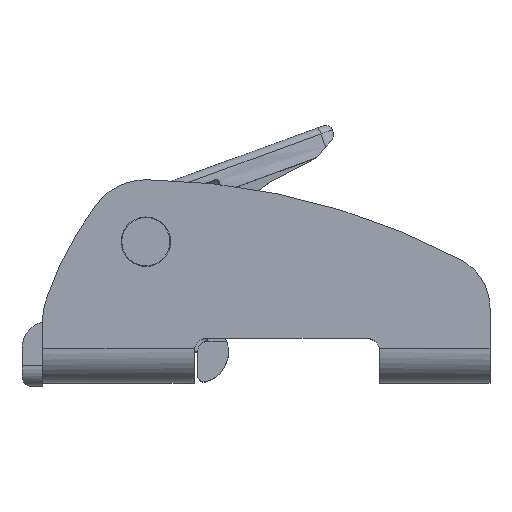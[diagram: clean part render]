
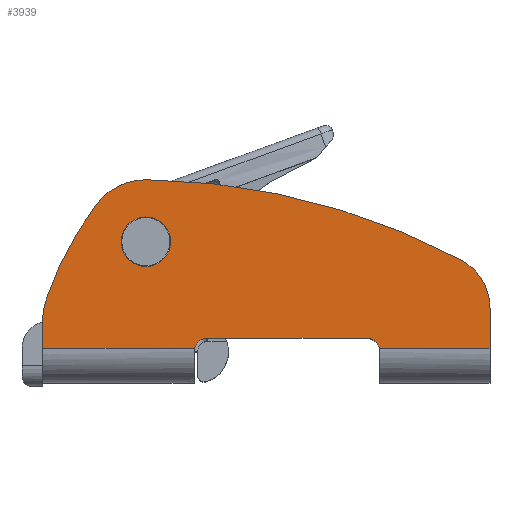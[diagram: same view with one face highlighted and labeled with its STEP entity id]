
A CAD part, top view. The second image highlights one B-rep face of the part: STEP entity #3939.
In plain terms, the highlighted planar face has unit normal (0, 0, 1).
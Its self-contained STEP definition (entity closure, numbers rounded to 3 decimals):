
#8 = EDGE_CURVE ( 'NONE', #865, #2896, #3584, .T. ) ;
#142 = CIRCLE ( 'NONE', #5034, 2. ) ;
#219 = VERTEX_POINT ( 'NONE', #1508 ) ;
#244 = EDGE_CURVE ( 'NONE', #719, #5667, #818, .T. ) ;
#294 = ORIENTED_EDGE ( 'NONE', *, *, #2530, .T. ) ;
#303 = ORIENTED_EDGE ( 'NONE', *, *, #5783, .T. ) ;
#352 = EDGE_CURVE ( 'NONE', #2419, #2407, #2979, .T. ) ;
#418 = CARTESIAN_POINT ( 'NONE',  ( 9., -14., 16.5 ) ) ;
#540 = AXIS2_PLACEMENT_3D ( 'NONE', #5377, #2330, #1703 ) ;
#545 = DIRECTION ( 'NONE',  ( 0., 0., -1. ) ) ;
#565 = CIRCLE ( 'NONE', #3553, 10. ) ;
#637 = DIRECTION ( 'NONE',  ( 1., 0., 0. ) ) ;
#640 = EDGE_CURVE ( 'NONE', #2702, #4607, #4986, .T. ) ;
#653 = VERTEX_POINT ( 'NONE', #5823 ) ;
#675 = DIRECTION ( 'NONE',  ( 1., 0., 0. ) ) ;
#719 = VERTEX_POINT ( 'NONE', #2364 ) ;
#796 = ORIENTED_EDGE ( 'NONE', *, *, #4164, .T. ) ;
#818 = CIRCLE ( 'NONE', #540, 3.6 ) ;
#865 = VERTEX_POINT ( 'NONE', #2989 ) ;
#887 = EDGE_CURVE ( 'NONE', #219, #2407, #3297, .T. ) ;
#942 = VERTEX_POINT ( 'NONE', #1638 ) ;
#1048 = EDGE_LOOP ( 'NONE', ( #5379, #4766 ) ) ;
#1065 = DIRECTION ( 'NONE',  ( 1., 0., 0. ) ) ;
#1070 = ORIENTED_EDGE ( 'NONE', *, *, #4555, .F. ) ;
#1117 = VECTOR ( 'NONE', #4350, 1000. ) ;
#1176 = EDGE_CURVE ( 'NONE', #2594, #1870, #1788, .T. ) ;
#1247 = DIRECTION ( 'NONE',  ( 0., 0., 1. ) ) ;
#1280 = DIRECTION ( 'NONE',  ( 0., 0., 1. ) ) ;
#1402 = CIRCLE ( 'NONE', #2353, 9. ) ;
#1449 = DIRECTION ( 'NONE',  ( 1., 0., 0. ) ) ;
#1508 = CARTESIAN_POINT ( 'NONE',  ( 33.936, -15.5, 16.5 ) ) ;
#1525 = ORIENTED_EDGE ( 'NONE', *, *, #640, .F. ) ;
#1536 = FACE_OUTER_BOUND ( 'NONE', #2155, .T. ) ;
#1638 = CARTESIAN_POINT ( 'NONE',  ( 32., -14., 16.5 ) ) ;
#1699 = DIRECTION ( 'NONE',  ( 0., 0., -1. ) ) ;
#1703 = DIRECTION ( 'NONE',  ( 1., 0., 0. ) ) ;
#1736 = DIRECTION ( 'NONE',  ( 0., -1., 0. ) ) ;
#1787 = CARTESIAN_POINT ( 'NONE',  ( 0., 0., 16.5 ) ) ;
#1788 = CIRCLE ( 'NONE', #5085, 2. ) ;
#1870 = VERTEX_POINT ( 'NONE', #4334 ) ;
#1879 = EDGE_CURVE ( 'NONE', #219, #942, #142, .T. ) ;
#1885 = CARTESIAN_POINT ( 'NONE',  ( 32., -16., 16.5 ) ) ;
#1917 = CARTESIAN_POINT ( 'NONE',  ( -5., -11.572, 16.5 ) ) ;
#2024 = CIRCLE ( 'NONE', #3665, 3.6 ) ;
#2055 = AXIS2_PLACEMENT_3D ( 'NONE', #3529, #2923, #2309 ) ;
#2077 = DIRECTION ( 'NONE',  ( 1., 0., 0. ) ) ;
#2084 = DIRECTION ( 'NONE',  ( 0., 0., 1. ) ) ;
#2155 = EDGE_LOOP ( 'NONE', ( #2355, #796, #3619, #2788, #1525, #303, #2736, #294, #2505, #1070, #3128, #3565 ) ) ;
#2260 = DIRECTION ( 'NONE',  ( 1., 0., 0. ) ) ;
#2309 = DIRECTION ( 'NONE',  ( 1., 0., 0. ) ) ;
#2325 = CARTESIAN_POINT ( 'NONE',  ( 32.835, -24.553, 16.5 ) ) ;
#2330 = DIRECTION ( 'NONE',  ( 0., 0., 1. ) ) ;
#2353 = AXIS2_PLACEMENT_3D ( 'NONE', #1787, #545, #5905 ) ;
#2355 = ORIENTED_EDGE ( 'NONE', *, *, #352, .F. ) ;
#2364 = CARTESIAN_POINT ( 'NONE',  ( -3.6, 0., 16.5 ) ) ;
#2368 = CARTESIAN_POINT ( 'NONE',  ( 50., -15.5, 16.5 ) ) ;
#2407 = VERTEX_POINT ( 'NONE', #3893 ) ;
#2419 = VERTEX_POINT ( 'NONE', #4970 ) ;
#2505 = ORIENTED_EDGE ( 'NONE', *, *, #1176, .F. ) ;
#2526 = FACE_BOUND ( 'NONE', #1048, .T. ) ;
#2530 = EDGE_CURVE ( 'NONE', #4423, #1870, #5744, .T. ) ;
#2593 = AXIS2_PLACEMENT_3D ( 'NONE', #2325, #1699, #1065 ) ;
#2594 = VERTEX_POINT ( 'NONE', #418 ) ;
#2615 = DIRECTION ( 'NONE',  ( 0., -1., 0. ) ) ;
#2630 = CARTESIAN_POINT ( 'NONE',  ( -15., -15.5, 16.5 ) ) ;
#2648 = CARTESIAN_POINT ( 'NONE',  ( 3.6, 0., 16.5 ) ) ;
#2668 = DIRECTION ( 'NONE',  ( 1., 0., 0. ) ) ;
#2693 = CARTESIAN_POINT ( 'NONE',  ( -15., -15.5, 16.5 ) ) ;
#2702 = VERTEX_POINT ( 'NONE', #3073 ) ;
#2736 = ORIENTED_EDGE ( 'NONE', *, *, #5525, .T. ) ;
#2761 = AXIS2_PLACEMENT_3D ( 'NONE', #4526, #2084, #1449 ) ;
#2788 = ORIENTED_EDGE ( 'NONE', *, *, #3436, .F. ) ;
#2811 = EDGE_CURVE ( 'NONE', #5667, #719, #2024, .T. ) ;
#2875 = DIRECTION ( 'NONE',  ( 0., 0., -1. ) ) ;
#2887 = VECTOR ( 'NONE', #1736, 1000. ) ;
#2896 = VERTEX_POINT ( 'NONE', #4829 ) ;
#2923 = DIRECTION ( 'NONE',  ( 0., 0., 1. ) ) ;
#2979 = LINE ( 'NONE', #2368, #2887 ) ;
#2989 = CARTESIAN_POINT ( 'NONE',  ( 0.103, 8.999, 16.5 ) ) ;
#3073 = CARTESIAN_POINT ( 'NONE',  ( -14.459, -8.327, 16.5 ) ) ;
#3128 = ORIENTED_EDGE ( 'NONE', *, *, #1879, .F. ) ;
#3214 = CARTESIAN_POINT ( 'NONE',  ( -15., -15.5, 16.5 ) ) ;
#3275 = DIRECTION ( 'NONE',  ( 0., 0., 1. ) ) ;
#3289 = CIRCLE ( 'NONE', #2761, 8. ) ;
#3296 = CARTESIAN_POINT ( 'NONE',  ( -7.208, 5.39, 16.5 ) ) ;
#3297 = LINE ( 'NONE', #2693, #4074 ) ;
#3436 = EDGE_CURVE ( 'NONE', #4607, #865, #1402, .T. ) ;
#3479 = CARTESIAN_POINT ( 'NONE',  ( -1.039, -90.994, 16.5 ) ) ;
#3529 = CARTESIAN_POINT ( 'NONE',  ( -15., -15.5, 16.5 ) ) ;
#3553 = AXIS2_PLACEMENT_3D ( 'NONE', #1917, #1280, #675 ) ;
#3565 = ORIENTED_EDGE ( 'NONE', *, *, #887, .T. ) ;
#3584 = CIRCLE ( 'NONE', #4117, 100. ) ;
#3619 = ORIENTED_EDGE ( 'NONE', *, *, #8, .F. ) ;
#3665 = AXIS2_PLACEMENT_3D ( 'NONE', #3887, #3275, #2668 ) ;
#3697 = DIRECTION ( 'NONE',  ( 1., 0., 0. ) ) ;
#3828 = LINE ( 'NONE', #3214, #5055 ) ;
#3887 = CARTESIAN_POINT ( 'NONE',  ( 0., 0., 16.5 ) ) ;
#3893 = CARTESIAN_POINT ( 'NONE',  ( 50., -15.5, 16.5 ) ) ;
#3939 = ADVANCED_FACE ( 'NONE', ( #2526, #1536 ), #4143, .T. ) ;
#4074 = VECTOR ( 'NONE', #2077, 1000. ) ;
#4117 = AXIS2_PLACEMENT_3D ( 'NONE', #3479, #2875, #2260 ) ;
#4143 = PLANE ( 'NONE',  #2055 ) ;
#4164 = EDGE_CURVE ( 'NONE', #2419, #2896, #3289, .T. ) ;
#4308 = DIRECTION ( 'NONE',  ( 0., 0., 1. ) ) ;
#4334 = CARTESIAN_POINT ( 'NONE',  ( 7.064, -15.5, 16.5 ) ) ;
#4350 = DIRECTION ( 'NONE',  ( -1., 0., 0. ) ) ;
#4423 = VERTEX_POINT ( 'NONE', #2630 ) ;
#4526 = CARTESIAN_POINT ( 'NONE',  ( 42., -9.682, 16.5 ) ) ;
#4538 = DIRECTION ( 'NONE',  ( 1., 0., 0. ) ) ;
#4555 = EDGE_CURVE ( 'NONE', #942, #2594, #5561, .T. ) ;
#4607 = VERTEX_POINT ( 'NONE', #3296 ) ;
#4766 = ORIENTED_EDGE ( 'NONE', *, *, #244, .F. ) ;
#4829 = CARTESIAN_POINT ( 'NONE',  ( 45.743, -2.612, 16.5 ) ) ;
#4927 = CARTESIAN_POINT ( 'NONE',  ( 9., -16., 16.5 ) ) ;
#4956 = CARTESIAN_POINT ( 'NONE',  ( -15., -14., 16.5 ) ) ;
#4970 = CARTESIAN_POINT ( 'NONE',  ( 50., -9.682, 16.5 ) ) ;
#4986 = CIRCLE ( 'NONE', #2593, 50. ) ;
#5034 = AXIS2_PLACEMENT_3D ( 'NONE', #1885, #1247, #637 ) ;
#5055 = VECTOR ( 'NONE', #2615, 1000. ) ;
#5085 = AXIS2_PLACEMENT_3D ( 'NONE', #4927, #4308, #3697 ) ;
#5148 = CARTESIAN_POINT ( 'NONE',  ( -15., -15.5, 16.5 ) ) ;
#5377 = CARTESIAN_POINT ( 'NONE',  ( 0., 0., 16.5 ) ) ;
#5379 = ORIENTED_EDGE ( 'NONE', *, *, #2811, .F. ) ;
#5525 = EDGE_CURVE ( 'NONE', #653, #4423, #3828, .T. ) ;
#5561 = LINE ( 'NONE', #4956, #1117 ) ;
#5667 = VERTEX_POINT ( 'NONE', #2648 ) ;
#5744 = LINE ( 'NONE', #5148, #5829 ) ;
#5783 = EDGE_CURVE ( 'NONE', #2702, #653, #565, .T. ) ;
#5823 = CARTESIAN_POINT ( 'NONE',  ( -15., -11.572, 16.5 ) ) ;
#5829 = VECTOR ( 'NONE', #4538, 1000. ) ;
#5905 = DIRECTION ( 'NONE',  ( 1., 0., 0. ) ) ;
